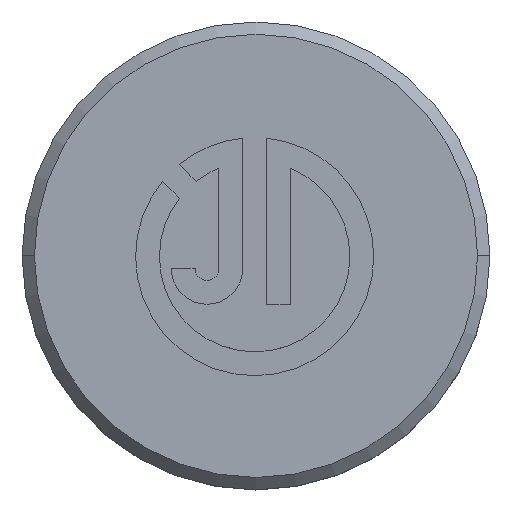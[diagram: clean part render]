
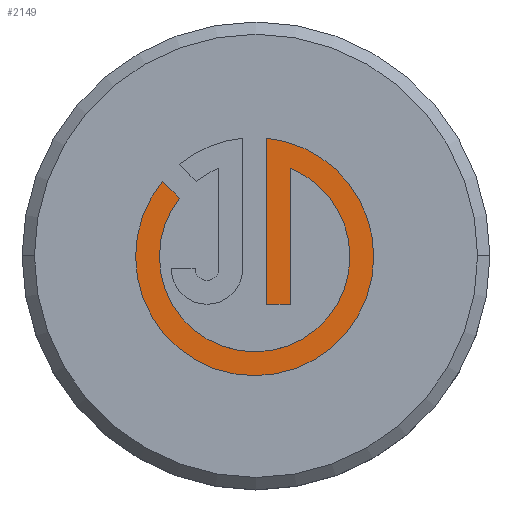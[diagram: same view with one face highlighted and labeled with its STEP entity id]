
A CAD part, top view. The second image highlights one B-rep face of the part: STEP entity #2149.
In plain terms, the highlighted planar face has unit normal (0, 0, 1).
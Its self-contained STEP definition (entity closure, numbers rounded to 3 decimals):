
#7 = ORIENTED_EDGE ( 'NONE', *, *, #308, .T. ) ;
#8 = CARTESIAN_POINT ( 'NONE',  ( -3.799, 3.032, 99.9 ) ) ;
#30 = DIRECTION ( 'NONE',  ( 0., 0., -1. ) ) ;
#57 = CARTESIAN_POINT ( 'NONE',  ( 1.397, 0., 99.9 ) ) ;
#93 = LINE ( 'NONE', #57, #1891 ) ;
#150 = EDGE_CURVE ( 'NONE', #2216, #169, #352, .T. ) ;
#169 = VERTEX_POINT ( 'NONE', #1529 ) ;
#171 = ORIENTED_EDGE ( 'NONE', *, *, #900, .T. ) ;
#183 = DIRECTION ( 'NONE',  ( 1., 0., 0. ) ) ;
#187 = DIRECTION ( 'NONE',  ( 0., 0., 1. ) ) ;
#193 = CARTESIAN_POINT ( 'NONE',  ( -0.054, -0.029, 99.9 ) ) ;
#213 = DIRECTION ( 'NONE',  ( 0., -1., 0. ) ) ;
#286 = ORIENTED_EDGE ( 'NONE', *, *, #867, .T. ) ;
#290 = AXIS2_PLACEMENT_3D ( 'NONE', #1943, #1429, #397 ) ;
#308 = EDGE_CURVE ( 'NONE', #169, #2011, #1713, .T. ) ;
#352 = CIRCLE ( 'NONE', #505, 4.836 ) ;
#384 = AXIS2_PLACEMENT_3D ( 'NONE', #748, #1948, #929 ) ;
#397 = DIRECTION ( 'NONE',  ( 1., 0., 0. ) ) ;
#403 = DIRECTION ( 'NONE',  ( 1., 0., 0. ) ) ;
#409 = CARTESIAN_POINT ( 'NONE',  ( -0.054, -0.029, 99.9 ) ) ;
#416 = EDGE_CURVE ( 'NONE', #537, #2216, #1547, .T. ) ;
#480 = CARTESIAN_POINT ( 'NONE',  ( -3.11, 2.343, 99.9 ) ) ;
#505 = AXIS2_PLACEMENT_3D ( 'NONE', #1359, #1487, #1504 ) ;
#511 = VERTEX_POINT ( 'NONE', #1512 ) ;
#537 = VERTEX_POINT ( 'NONE', #8 ) ;
#542 = LINE ( 'NONE', #480, #1449 ) ;
#557 = VERTEX_POINT ( 'NONE', #1265 ) ;
#594 = DIRECTION ( 'NONE',  ( -1., 0., 0. ) ) ;
#630 = ORIENTED_EDGE ( 'NONE', *, *, #870, .T. ) ;
#667 = ORIENTED_EDGE ( 'NONE', *, *, #2016, .T. ) ;
#697 = AXIS2_PLACEMENT_3D ( 'NONE', #193, #187, #183 ) ;
#709 = CIRCLE ( 'NONE', #384, 3.869 ) ;
#747 = CARTESIAN_POINT ( 'NONE',  ( 0.429, 4.783, 99.9 ) ) ;
#748 = CARTESIAN_POINT ( 'NONE',  ( -0.054, -0.029, 99.9 ) ) ;
#759 = VERTEX_POINT ( 'NONE', #2204 ) ;
#793 = ORIENTED_EDGE ( 'NONE', *, *, #416, .T. ) ;
#867 = EDGE_CURVE ( 'NONE', #2011, #759, #2064, .T. ) ;
#870 = EDGE_CURVE ( 'NONE', #2173, #511, #1191, .T. ) ;
#900 = EDGE_CURVE ( 'NONE', #511, #1543, #1998, .T. ) ;
#929 = DIRECTION ( 'NONE',  ( -1., 0., 0. ) ) ;
#934 = EDGE_CURVE ( 'NONE', #557, #1412, #93, .T. ) ;
#1087 = CARTESIAN_POINT ( 'NONE',  ( -0.054, -0.029, 99.9 ) ) ;
#1132 = VECTOR ( 'NONE', #213, 1000. ) ;
#1147 = EDGE_CURVE ( 'NONE', #1412, #2173, #709, .T. ) ;
#1159 = VECTOR ( 'NONE', #403, 1000. ) ;
#1191 = CIRCLE ( 'NONE', #1395, 3.869 ) ;
#1255 = DIRECTION ( 'NONE',  ( -1., 0., 0. ) ) ;
#1265 = CARTESIAN_POINT ( 'NONE',  ( 1.397, -1.963, 99.9 ) ) ;
#1286 = DIRECTION ( 'NONE',  ( 0., 1., 0. ) ) ;
#1339 = DIRECTION ( 'NONE',  ( -0.707, 0.707, 0. ) ) ;
#1359 = CARTESIAN_POINT ( 'NONE',  ( -0.054, -0.029, 99.9 ) ) ;
#1363 = ORIENTED_EDGE ( 'NONE', *, *, #1147, .T. ) ;
#1395 = AXIS2_PLACEMENT_3D ( 'NONE', #1087, #30, #1255 ) ;
#1412 = VERTEX_POINT ( 'NONE', #1863 ) ;
#1429 = DIRECTION ( 'NONE',  ( 0., 0., 1. ) ) ;
#1449 = VECTOR ( 'NONE', #1339, 1000. ) ;
#1487 = DIRECTION ( 'NONE',  ( 0., 0., 1. ) ) ;
#1504 = DIRECTION ( 'NONE',  ( 1., 0., 0. ) ) ;
#1505 = DIRECTION ( 'NONE',  ( 1., 0., 0. ) ) ;
#1512 = CARTESIAN_POINT ( 'NONE',  ( -3.923, -0.029, 99.9 ) ) ;
#1529 = CARTESIAN_POINT ( 'NONE',  ( 4.782, -0.029, 99.9 ) ) ;
#1543 = VERTEX_POINT ( 'NONE', #1629 ) ;
#1547 = CIRCLE ( 'NONE', #697, 4.836 ) ;
#1612 = LINE ( 'NONE', #2125, #1159 ) ;
#1621 = DIRECTION ( 'NONE',  ( 0., 0., -1. ) ) ;
#1629 = CARTESIAN_POINT ( 'NONE',  ( -3.11, 2.343, 99.9 ) ) ;
#1670 = CARTESIAN_POINT ( 'NONE',  ( -0.054, -0.029, 99.9 ) ) ;
#1713 = CIRCLE ( 'NONE', #2235, 4.836 ) ;
#1714 = EDGE_CURVE ( 'NONE', #1543, #537, #542, .T. ) ;
#1721 = FACE_OUTER_BOUND ( 'NONE', #1723, .T. ) ;
#1723 = EDGE_LOOP ( 'NONE', ( #1363, #630, #171, #1754, #793, #1997, #7, #286, #667, #1854 ) ) ;
#1746 = AXIS2_PLACEMENT_3D ( 'NONE', #409, #1621, #594 ) ;
#1754 = ORIENTED_EDGE ( 'NONE', *, *, #1714, .T. ) ;
#1769 = PLANE ( 'NONE',  #290 ) ;
#1798 = CARTESIAN_POINT ( 'NONE',  ( -4.89, -0.029, 99.9 ) ) ;
#1854 = ORIENTED_EDGE ( 'NONE', *, *, #934, .T. ) ;
#1863 = CARTESIAN_POINT ( 'NONE',  ( 1.397, 3.558, 99.9 ) ) ;
#1865 = CARTESIAN_POINT ( 'NONE',  ( 0.429, 0., 99.9 ) ) ;
#1891 = VECTOR ( 'NONE', #1286, 1000. ) ;
#1943 = CARTESIAN_POINT ( 'NONE',  ( 0., 0., 99.9 ) ) ;
#1948 = DIRECTION ( 'NONE',  ( 0., 0., -1. ) ) ;
#1956 = CARTESIAN_POINT ( 'NONE',  ( 3.815, -0.029, 99.9 ) ) ;
#1997 = ORIENTED_EDGE ( 'NONE', *, *, #150, .T. ) ;
#1998 = CIRCLE ( 'NONE', #1746, 3.869 ) ;
#2011 = VERTEX_POINT ( 'NONE', #747 ) ;
#2016 = EDGE_CURVE ( 'NONE', #759, #557, #1612, .T. ) ;
#2064 = LINE ( 'NONE', #1865, #1132 ) ;
#2125 = CARTESIAN_POINT ( 'NONE',  ( 0., -1.963, 99.9 ) ) ;
#2149 = ADVANCED_FACE ( 'NONE', ( #1721 ), #1769, .T. ) ;
#2173 = VERTEX_POINT ( 'NONE', #1956 ) ;
#2204 = CARTESIAN_POINT ( 'NONE',  ( 0.429, -1.963, 99.9 ) ) ;
#2206 = DIRECTION ( 'NONE',  ( 0., 0., 1. ) ) ;
#2216 = VERTEX_POINT ( 'NONE', #1798 ) ;
#2235 = AXIS2_PLACEMENT_3D ( 'NONE', #1670, #2206, #1505 ) ;
